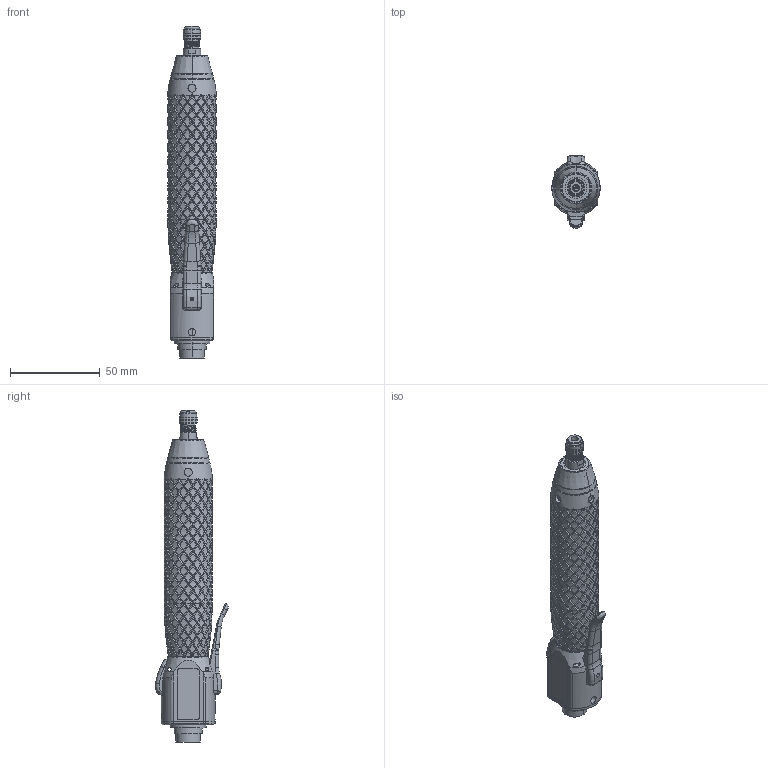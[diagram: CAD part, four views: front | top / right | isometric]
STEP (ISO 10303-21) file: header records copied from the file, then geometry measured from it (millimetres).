
FILE_DESCRIPTION((''),'2;1');
FILE_NAME('4224300102_SW_ASM','2014-06-16T',('tooextcsr'),(''),'PRO/ENGINEER BY PARAMETRIC TECHNOLOGY CORPORATION, 2013410','PRO/ENGINEER BY PARAMETRIC TECHNOLOGY CORPORATION, 2013410','');
FILE_SCHEMA(('CONFIG_CONTROL_DESIGN','GEOMETRIC_VALIDATION_PROPERTIES_MIM'));
Length unit declared in the file: millimetre
Products named in the file (22): 4216137002; 4216151600; 0219110036; 4216151780_SPEC; 4216134301; 4216151300; 0102095124; 4216136901; 4216132300_SPEC_AF1; 4216229901; 0502110048; 4216230200; 4216114302; 4216111400_AF1; 4216204400; 4216113900_SPEC_AF2; 4224300120_ASM; 4216239305; 4216230001; 4216204600; 4224300102_ASM; 4224300102_SW_ASM
Assembly tree (24 placements, depth 4):
  4224300102_SW_ASM
    4224300102_ASM
      4216137002
      4216151600
      0219110036  x4
      4216151780_SPEC
      4216134301
      4216151300
      0102095124
      4216136901
      4216132300_SPEC_AF1
      4224300120_ASM
        4216229901
        0502110048
        4216230200
        4216114302
        4216111400_AF1
        4216204400
        4216113900_SPEC_AF2
      4216239305
      4216230001
      4216204600
Bounding box: 27 x 40.71 x 185.25 mm (x, y, z)
Volume: 44982.9 mm3; surface area: 47576.1 mm2
Topology: 22 solids, 33 shells, 3125 faces, 8643 edges, 5612 vertices
Faces by surface type: bspline 1917, cylinder 736, plane 315, cone 85, torus 68, sphere 4
Entity records: 247510 total; most frequent: CARTESIAN_POINT 161157, ORIENTED_EDGE 16864, EDGE_CURVE 8449, PRESENTATION_STYLE_ASSIGNMENT 8017, STYLED_ITEM 8009, CURVE_STYLE 7884, B_SPLINE_CURVE_WITH_KNOTS 6295, DIRECTION 5494
